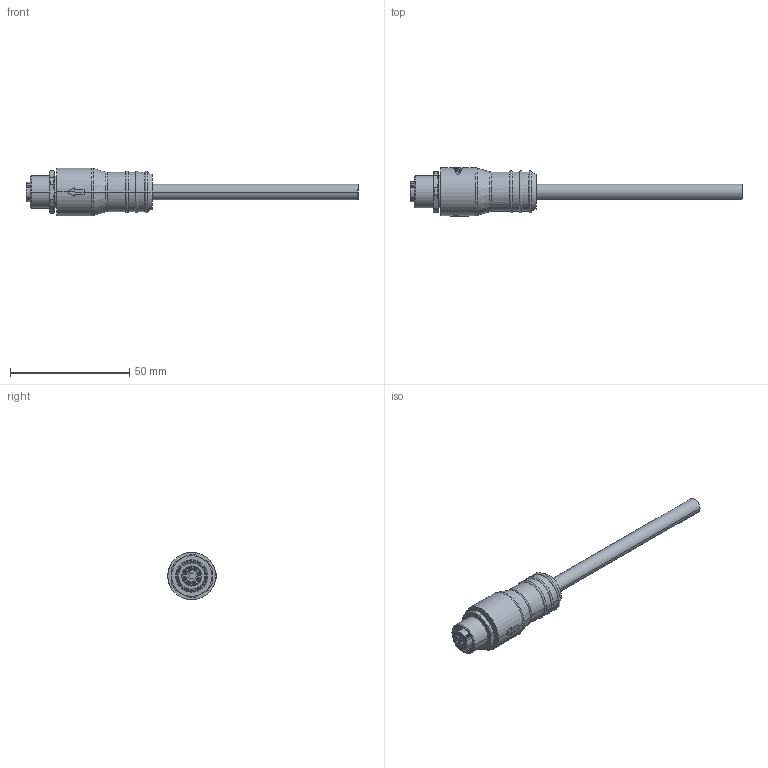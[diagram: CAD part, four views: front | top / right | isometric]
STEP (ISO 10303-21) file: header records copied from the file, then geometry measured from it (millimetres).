
FILE_DESCRIPTION (( 'STEP AP203' ), '1' );
FILE_NAME ('P133.STEP', '2020-05-12T01:57:21', ( 'edpusr' ), ( 'Microsoft' ), 'SwSTEP 2.0', 'SolidWorks 2015', '' );
FILE_SCHEMA (( 'CONFIG_CONTROL_DESIGN' ));
Length unit declared in the file: millimetre
Products named in the file (1): P133
Bounding box: 138.96 x 20.2 x 20 mm (x, y, z)
Volume: 14259.1 mm3; surface area: 6930.2 mm2
Topology: 1 solids, 2 shells, 545 faces, 1338 edges, 842 vertices
Faces by surface type: cylinder 263, plane 166, bspline 80, cone 26, torus 10
Entity records: 19599 total; most frequent: CARTESIAN_POINT 7761, ORIENTED_EDGE 2656, DIRECTION 2204, EDGE_CURVE 1328, AXIS2_PLACEMENT_3D 869, VERTEX_POINT 842, EDGE_LOOP 602, FACE_OUTER_BOUND 545
